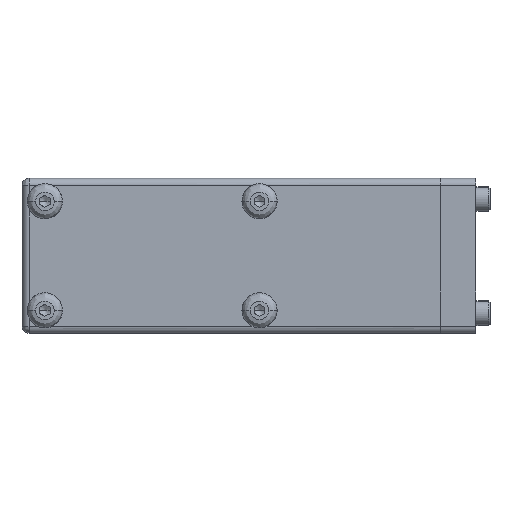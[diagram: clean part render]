
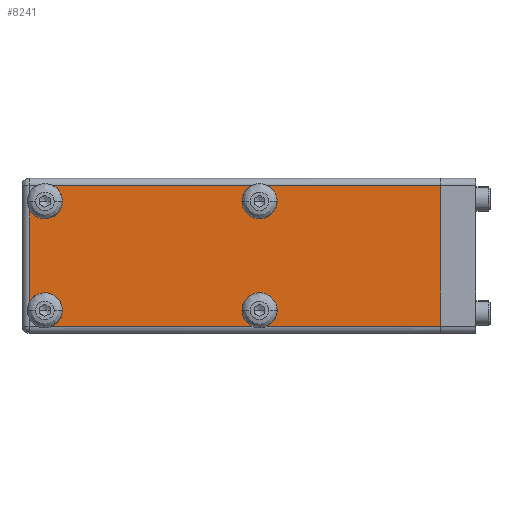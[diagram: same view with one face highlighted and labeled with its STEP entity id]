
A CAD part, top view. The second image highlights one B-rep face of the part: STEP entity #8241.
In plain terms, the highlighted planar face has unit normal (0, 0, 1).
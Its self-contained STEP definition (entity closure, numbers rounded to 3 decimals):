
#29 = DIRECTION ( 'NONE',  ( 1., 0., 0. ) ) ;
#125 = EDGE_CURVE ( 'NONE', #214, #12245, #6631, .T. ) ;
#183 = CARTESIAN_POINT ( 'NONE',  ( 52., 0., 27.5 ) ) ;
#214 = VERTEX_POINT ( 'NONE', #7910 ) ;
#792 = DIRECTION ( 'NONE',  ( 0., 0., -1. ) ) ;
#1053 = CARTESIAN_POINT ( 'NONE',  ( 5.5, 15.5, 27.5 ) ) ;
#1085 = ORIENTED_EDGE ( 'NONE', *, *, #4538, .T. ) ;
#1169 = CARTESIAN_POINT ( 'NONE',  ( 52., -20., 27.5 ) ) ;
#1206 = EDGE_CURVE ( 'NONE', #4747, #1667, #6989, .T. ) ;
#1274 = AXIS2_PLACEMENT_3D ( 'NONE', #10397, #7070, #10253 ) ;
#1405 = DIRECTION ( 'NONE',  ( 0., -1., 0. ) ) ;
#1667 = VERTEX_POINT ( 'NONE', #1169 ) ;
#1691 = CARTESIAN_POINT ( 'NONE',  ( -60.5, 15.5, 27.5 ) ) ;
#1767 = DIRECTION ( 'NONE',  ( 0., 0., -1. ) ) ;
#2011 = VECTOR ( 'NONE', #6676, 1000. ) ;
#2058 = CARTESIAN_POINT ( 'NONE',  ( -58.321, 20., 27.5 ) ) ;
#2124 = EDGE_CURVE ( 'NONE', #3616, #10605, #6992, .T. ) ;
#2135 = ORIENTED_EDGE ( 'NONE', *, *, #5010, .T. ) ;
#2224 = CARTESIAN_POINT ( 'NONE',  ( 52., 20., 27.5 ) ) ;
#2265 = ORIENTED_EDGE ( 'NONE', *, *, #2981, .T. ) ;
#2360 = LINE ( 'NONE', #183, #2011 ) ;
#2418 = VERTEX_POINT ( 'NONE', #5698 ) ;
#2640 = CIRCLE ( 'NONE', #13940, 5. ) ;
#2764 = VERTEX_POINT ( 'NONE', #2224 ) ;
#2981 = EDGE_CURVE ( 'NONE', #4186, #7722, #9180, .T. ) ;
#3070 = EDGE_CURVE ( 'NONE', #11327, #4747, #2640, .T. ) ;
#3129 = LINE ( 'NONE', #11767, #11436 ) ;
#3381 = CIRCLE ( 'NONE', #5401, 5. ) ;
#3566 = ORIENTED_EDGE ( 'NONE', *, *, #4368, .T. ) ;
#3595 = DIRECTION ( 'NONE',  ( 1., 0., 0. ) ) ;
#3616 = VERTEX_POINT ( 'NONE', #12175 ) ;
#3668 = DIRECTION ( 'NONE',  ( 1., 0., 0. ) ) ;
#3821 = VERTEX_POINT ( 'NONE', #9322 ) ;
#3878 = DIRECTION ( 'NONE',  ( 1., 0., 0. ) ) ;
#4026 = AXIS2_PLACEMENT_3D ( 'NONE', #1691, #13494, #3878 ) ;
#4058 = AXIS2_PLACEMENT_3D ( 'NONE', #9489, #9615, #4095 ) ;
#4095 = DIRECTION ( 'NONE',  ( 1., 0., 0. ) ) ;
#4186 = VERTEX_POINT ( 'NONE', #12894 ) ;
#4323 = CARTESIAN_POINT ( 'NONE',  ( 5.5, -15.5, 27.5 ) ) ;
#4368 = EDGE_CURVE ( 'NONE', #5890, #3616, #3381, .T. ) ;
#4380 = EDGE_CURVE ( 'NONE', #9278, #13599, #13305, .T. ) ;
#4538 = EDGE_CURVE ( 'NONE', #13599, #5890, #9719, .T. ) ;
#4553 = CARTESIAN_POINT ( 'NONE',  ( -58.321, -20., 27.5 ) ) ;
#4574 = CARTESIAN_POINT ( 'NONE',  ( -60.5, -15.5, 27.5 ) ) ;
#4732 = VERTEX_POINT ( 'NONE', #10308 ) ;
#4747 = VERTEX_POINT ( 'NONE', #5269 ) ;
#4810 = CARTESIAN_POINT ( 'NONE',  ( 0.5, -15.5, 27.5 ) ) ;
#4856 = CARTESIAN_POINT ( 'NONE',  ( 0.5, 15.5, 27.5 ) ) ;
#4912 = VECTOR ( 'NONE', #9170, 1000. ) ;
#4937 = DIRECTION ( 'NONE',  ( 1., 0., 0. ) ) ;
#5010 = EDGE_CURVE ( 'NONE', #3821, #4732, #13479, .T. ) ;
#5076 = CARTESIAN_POINT ( 'NONE',  ( -4.5, 15.5, 27.5 ) ) ;
#5170 = ORIENTED_EDGE ( 'NONE', *, *, #3070, .T. ) ;
#5269 = CARTESIAN_POINT ( 'NONE',  ( 2.679, -20., 27.5 ) ) ;
#5319 = AXIS2_PLACEMENT_3D ( 'NONE', #4574, #8898, #3595 ) ;
#5375 = CIRCLE ( 'NONE', #4026, 5. ) ;
#5398 = CARTESIAN_POINT ( 'NONE',  ( 0.5, -15.5, 27.5 ) ) ;
#5401 = AXIS2_PLACEMENT_3D ( 'NONE', #4856, #9338, #3668 ) ;
#5698 = CARTESIAN_POINT ( 'NONE',  ( -55.5, 15.5, 27.5 ) ) ;
#5745 = DIRECTION ( 'NONE',  ( 0., 0., -1. ) ) ;
#5890 = VERTEX_POINT ( 'NONE', #5076 ) ;
#5889 = DIRECTION ( 'NONE',  ( 1., 0., 0. ) ) ;
#6414 = ORIENTED_EDGE ( 'NONE', *, *, #10828, .T. ) ;
#6519 = ORIENTED_EDGE ( 'NONE', *, *, #7357, .T. ) ;
#6631 = LINE ( 'NONE', #6779, #12614 ) ;
#6647 = ORIENTED_EDGE ( 'NONE', *, *, #4380, .T. ) ;
#6676 = DIRECTION ( 'NONE',  ( 0., 1., 0. ) ) ;
#6707 = DIRECTION ( 'NONE',  ( -1., 0., 0. ) ) ;
#6737 = DIRECTION ( 'NONE',  ( 1., 0., 0. ) ) ;
#6779 = CARTESIAN_POINT ( 'NONE',  ( -65., 0., 27.5 ) ) ;
#6878 = CARTESIAN_POINT ( 'NONE',  ( -60.5, -15.5, 27.5 ) ) ;
#6989 = LINE ( 'NONE', #11306, #4912 ) ;
#6992 = LINE ( 'NONE', #13204, #12567 ) ;
#7047 = EDGE_CURVE ( 'NONE', #1667, #2764, #2360, .T. ) ;
#7070 = DIRECTION ( 'NONE',  ( 0., 0., -1. ) ) ;
#7226 = AXIS2_PLACEMENT_3D ( 'NONE', #10400, #1767, #4937 ) ;
#7357 = EDGE_CURVE ( 'NONE', #4732, #11327, #8570, .T. ) ;
#7603 = ORIENTED_EDGE ( 'NONE', *, *, #12674, .T. ) ;
#7609 = CIRCLE ( 'NONE', #1274, 5. ) ;
#7719 = AXIS2_PLACEMENT_3D ( 'NONE', #12386, #8995, #6737 ) ;
#7722 = VERTEX_POINT ( 'NONE', #4553 ) ;
#7910 = CARTESIAN_POINT ( 'NONE',  ( -65., 13.321, 27.5 ) ) ;
#7934 = PLANE ( 'NONE',  #7719 ) ;
#7946 = ORIENTED_EDGE ( 'NONE', *, *, #2124, .T. ) ;
#7991 = EDGE_LOOP ( 'NONE', ( #2135, #6519, #5170, #10587, #10476, #11073, #6647, #1085, #3566, #7946, #11115, #7603, #13996, #6414, #2265, #13680 ) ) ;
#8015 = DIRECTION ( 'NONE',  ( 1., 0., 0. ) ) ;
#8121 = AXIS2_PLACEMENT_3D ( 'NONE', #5398, #9732, #29 ) ;
#8241 = ADVANCED_FACE ( 'NONE', ( #11121 ), #7934, .T. ) ;
#8390 = CARTESIAN_POINT ( 'NONE',  ( -3., 20., 27.5 ) ) ;
#8570 = CIRCLE ( 'NONE', #8121, 5. ) ;
#8898 = DIRECTION ( 'NONE',  ( 0., 0., -1. ) ) ;
#8995 = DIRECTION ( 'NONE',  ( 0., 0., 1. ) ) ;
#9170 = DIRECTION ( 'NONE',  ( 1., 0., 0. ) ) ;
#9180 = CIRCLE ( 'NONE', #12796, 5. ) ;
#9278 = VERTEX_POINT ( 'NONE', #11551 ) ;
#9322 = CARTESIAN_POINT ( 'NONE',  ( -1.679, -20., 27.5 ) ) ;
#9338 = DIRECTION ( 'NONE',  ( 0., 0., -1. ) ) ;
#9489 = CARTESIAN_POINT ( 'NONE',  ( 0.5, 15.5, 27.5 ) ) ;
#9615 = DIRECTION ( 'NONE',  ( 0., 0., -1. ) ) ;
#9662 = VECTOR ( 'NONE', #12698, 1000. ) ;
#9719 = CIRCLE ( 'NONE', #4058, 5. ) ;
#9732 = DIRECTION ( 'NONE',  ( 0., 0., -1. ) ) ;
#9799 = CARTESIAN_POINT ( 'NONE',  ( -65., -13.321, 27.5 ) ) ;
#10066 = DIRECTION ( 'NONE',  ( 1., 0., 0. ) ) ;
#10253 = DIRECTION ( 'NONE',  ( 1., 0., 0. ) ) ;
#10308 = CARTESIAN_POINT ( 'NONE',  ( -4.5, -15.5, 27.5 ) ) ;
#10397 = CARTESIAN_POINT ( 'NONE',  ( -60.5, 15.5, 27.5 ) ) ;
#10400 = CARTESIAN_POINT ( 'NONE',  ( 0.5, 15.5, 27.5 ) ) ;
#10476 = ORIENTED_EDGE ( 'NONE', *, *, #7047, .T. ) ;
#10587 = ORIENTED_EDGE ( 'NONE', *, *, #1206, .T. ) ;
#10605 = VERTEX_POINT ( 'NONE', #2058 ) ;
#10694 = DIRECTION ( 'NONE',  ( 1., 0., 0. ) ) ;
#10828 = EDGE_CURVE ( 'NONE', #12245, #4186, #11657, .T. ) ;
#11073 = ORIENTED_EDGE ( 'NONE', *, *, #12133, .T. ) ;
#11115 = ORIENTED_EDGE ( 'NONE', *, *, #13528, .T. ) ;
#11121 = FACE_OUTER_BOUND ( 'NONE', #7991, .T. ) ;
#11276 = EDGE_CURVE ( 'NONE', #7722, #3821, #3129, .T. ) ;
#11306 = CARTESIAN_POINT ( 'NONE',  ( -3., -20., 27.5 ) ) ;
#11327 = VERTEX_POINT ( 'NONE', #4323 ) ;
#11436 = VECTOR ( 'NONE', #10694, 1000. ) ;
#11551 = CARTESIAN_POINT ( 'NONE',  ( 2.679, 20., 27.5 ) ) ;
#11657 = CIRCLE ( 'NONE', #5319, 5. ) ;
#11767 = CARTESIAN_POINT ( 'NONE',  ( -3., -20., 27.5 ) ) ;
#12133 = EDGE_CURVE ( 'NONE', #2764, #9278, #13756, .T. ) ;
#12175 = CARTESIAN_POINT ( 'NONE',  ( -1.679, 20., 27.5 ) ) ;
#12204 = CARTESIAN_POINT ( 'NONE',  ( 0.5, -15.5, 27.5 ) ) ;
#12245 = VERTEX_POINT ( 'NONE', #9799 ) ;
#12386 = CARTESIAN_POINT ( 'NONE',  ( -3., 0., 27.5 ) ) ;
#12567 = VECTOR ( 'NONE', #6707, 1000. ) ;
#12614 = VECTOR ( 'NONE', #1405, 1000. ) ;
#12674 = EDGE_CURVE ( 'NONE', #2418, #214, #5375, .T. ) ;
#12698 = DIRECTION ( 'NONE',  ( -1., 0., 0. ) ) ;
#12796 = AXIS2_PLACEMENT_3D ( 'NONE', #6878, #5745, #10066 ) ;
#12894 = CARTESIAN_POINT ( 'NONE',  ( -55.5, -15.5, 27.5 ) ) ;
#13204 = CARTESIAN_POINT ( 'NONE',  ( -3., 20., 27.5 ) ) ;
#13305 = CIRCLE ( 'NONE', #7226, 5. ) ;
#13462 = DIRECTION ( 'NONE',  ( 0., 0., -1. ) ) ;
#13479 = CIRCLE ( 'NONE', #13932, 5. ) ;
#13494 = DIRECTION ( 'NONE',  ( 0., 0., -1. ) ) ;
#13528 = EDGE_CURVE ( 'NONE', #10605, #2418, #7609, .T. ) ;
#13599 = VERTEX_POINT ( 'NONE', #1053 ) ;
#13680 = ORIENTED_EDGE ( 'NONE', *, *, #11276, .T. ) ;
#13756 = LINE ( 'NONE', #8390, #9662 ) ;
#13932 = AXIS2_PLACEMENT_3D ( 'NONE', #12204, #13462, #8015 ) ;
#13940 = AXIS2_PLACEMENT_3D ( 'NONE', #4810, #792, #5889 ) ;
#13996 = ORIENTED_EDGE ( 'NONE', *, *, #125, .T. ) ;
